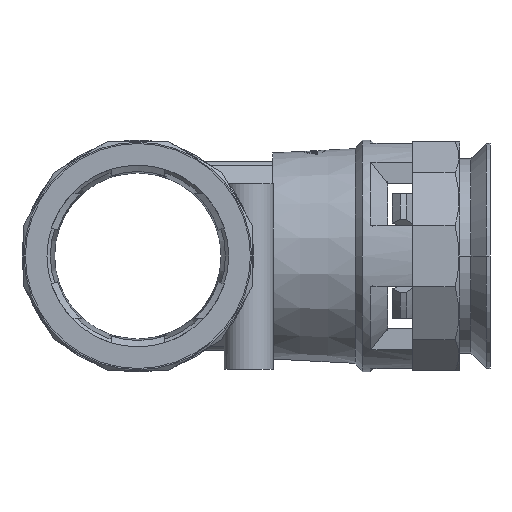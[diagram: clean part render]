
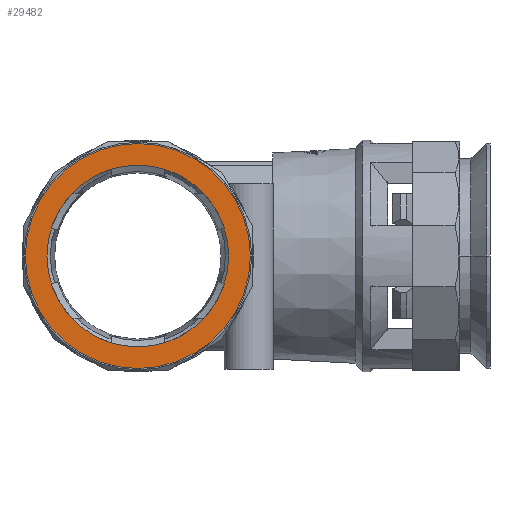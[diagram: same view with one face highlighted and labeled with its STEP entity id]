
A CAD part, left-side view. The second image highlights one B-rep face of the part: STEP entity #29482.
In plain terms, the highlighted planar face has unit normal (-1, 0, 0).
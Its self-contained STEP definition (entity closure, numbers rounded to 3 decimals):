
#6598 = DIRECTION ( 'NONE',  ( 0., 1., 0. ) ) ;
#6599 = DIRECTION ( 'NONE',  ( 1., 0., 0. ) ) ;
#6600 = CARTESIAN_POINT ( 'NONE',  ( -69.887, 0., 0. ) ) ;
#6601 = AXIS2_PLACEMENT_3D ( 'NONE', #6600, #6599, #6598 ) ;
#6602 = CIRCLE ( 'NONE', #6601, 17.65 ) ;
#10618 = DIRECTION ( 'NONE',  ( 0., 1., 0. ) ) ;
#10619 = DIRECTION ( 'NONE',  ( 1., 0., 0. ) ) ;
#10620 = CARTESIAN_POINT ( 'NONE',  ( -69.887, -21.85, 0. ) ) ;
#10621 = AXIS2_PLACEMENT_3D ( 'NONE', #10620, #10619, #10618 ) ;
#10622 = PLANE ( 'NONE',  #10621 ) ;
#10623 = FACE_BOUND ( 'NONE', #29481, .T. ) ;
#10624 = FACE_OUTER_BOUND ( 'NONE', #29520, .T. ) ;
#10724 = DIRECTION ( 'NONE',  ( 0., 1., 0. ) ) ;
#10725 = DIRECTION ( 'NONE',  ( 1., 0., 0. ) ) ;
#10726 = AXIS2_PLACEMENT_3D ( 'NONE', #10732, #10725, #10724 ) ;
#10727 = CIRCLE ( 'NONE', #10726, 21.85 ) ;
#10732 = CARTESIAN_POINT ( 'NONE',  ( -69.887, 0., 0. ) ) ;
#18827 = DIRECTION ( 'NONE',  ( 0., 1., 0. ) ) ;
#18828 = DIRECTION ( 'NONE',  ( 1., 0., 0. ) ) ;
#18829 = CARTESIAN_POINT ( 'NONE',  ( -69.887, 0., 0. ) ) ;
#18830 = AXIS2_PLACEMENT_3D ( 'NONE', #18829, #18828, #18827 ) ;
#18831 = CIRCLE ( 'NONE', #18830, 21.85 ) ;
#18845 = CARTESIAN_POINT ( 'NONE',  ( -69.887, 17.65, 0. ) ) ;
#18884 = CARTESIAN_POINT ( 'NONE',  ( -69.887, -17.65, 0. ) ) ;
#18885 = DIRECTION ( 'NONE',  ( 0., 1., 0. ) ) ;
#18886 = DIRECTION ( 'NONE',  ( 1., 0., 0. ) ) ;
#18887 = CARTESIAN_POINT ( 'NONE',  ( -69.887, 0., 0. ) ) ;
#18888 = AXIS2_PLACEMENT_3D ( 'NONE', #18887, #18886, #18885 ) ;
#18889 = CIRCLE ( 'NONE', #18888, 17.65 ) ;
#19021 = CARTESIAN_POINT ( 'NONE',  ( -69.887, -21.85, 0. ) ) ;
#19022 = CARTESIAN_POINT ( 'NONE',  ( -69.887, 21.85, 0. ) ) ;
#26316 = EDGE_CURVE ( 'NONE', #26457, #26458, #18831, .T. ) ;
#26348 = VERTEX_POINT ( 'NONE', #18845 ) ;
#26361 = EDGE_CURVE ( 'NONE', #26362, #26348, #18889, .T. ) ;
#26362 = VERTEX_POINT ( 'NONE', #18884 ) ;
#26457 = VERTEX_POINT ( 'NONE', #19022 ) ;
#26458 = VERTEX_POINT ( 'NONE', #19021 ) ;
#26750 = EDGE_CURVE ( 'NONE', #26348, #26362, #6602, .T. ) ;
#29399 = ORIENTED_EDGE ( 'NONE', *, *, #26750, .T. ) ;
#29400 = ORIENTED_EDGE ( 'NONE', *, *, #26361, .T. ) ;
#29481 = EDGE_LOOP ( 'NONE', ( #29399, #29400 ) ) ;
#29482 = ADVANCED_FACE ( 'NONE', ( #10624, #10623 ), #10622, .F. ) ;
#29520 = EDGE_LOOP ( 'NONE', ( #29521, #29522 ) ) ;
#29521 = ORIENTED_EDGE ( 'NONE', *, *, #26316, .F. ) ;
#29522 = ORIENTED_EDGE ( 'NONE', *, *, #29552, .F. ) ;
#29552 = EDGE_CURVE ( 'NONE', #26458, #26457, #10727, .T. ) ;
